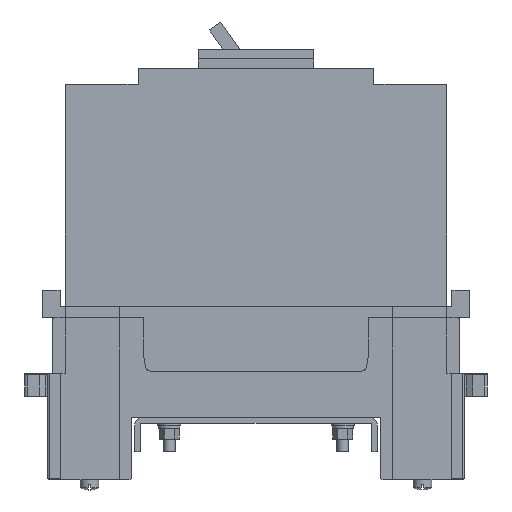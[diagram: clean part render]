
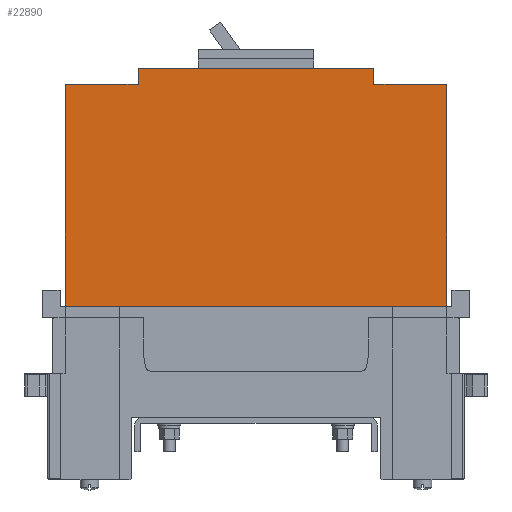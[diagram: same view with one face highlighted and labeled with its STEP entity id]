
A CAD part, left-side view. The second image highlights one B-rep face of the part: STEP entity #22890.
In plain terms, the highlighted planar face has unit normal (-1, 0, 0).
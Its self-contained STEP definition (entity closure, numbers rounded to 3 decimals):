
#22180=CARTESIAN_POINT('',(38.906,430.252,0.));
#22190=DIRECTION('',(1.,-0.,0.));
#22200=DIRECTION('',(0.,0.,-1.));
#22210=AXIS2_PLACEMENT_3D('',#22180,#22190,#22200);
#22220=PLANE('',#22210);
#22230=CARTESIAN_POINT('',(38.906,265.252,0.));
#22240=DIRECTION('',(0.,0.,1.));
#22250=VECTOR('',#22240,1.);
#22260=LINE('',#22230,#22250);
#22270=CARTESIAN_POINT('',(38.906,265.252,
-122.995));
#22280=VERTEX_POINT('',#22270);
#22290=CARTESIAN_POINT('',(38.906,265.252,
-26.995));
#22300=VERTEX_POINT('',#22290);
#22310=EDGE_CURVE('',#22280,#22300,#22260,.T.);
#22320=ORIENTED_EDGE('',*,*,#22310,.T.);
#22330=CARTESIAN_POINT('',(38.906,0.,-122.995));
#22340=DIRECTION('',(0.,-1.,0.));
#22350=VECTOR('',#22340,1.);
#22360=LINE('',#22330,#22350);
#22370=CARTESIAN_POINT('',(38.906,430.252,
-122.995));
#22380=VERTEX_POINT('',#22370);
#22390=EDGE_CURVE('',#22380,#22280,#22360,.T.);
#22400=ORIENTED_EDGE('',*,*,#22390,.T.);
#22410=CARTESIAN_POINT('',(38.906,430.252,0.));
#22420=DIRECTION('',(0.,0.,1.));
#22430=VECTOR('',#22420,1.);
#22440=LINE('',#22410,#22430);
#22450=CARTESIAN_POINT('',(38.906,430.252,
-26.995));
#22460=VERTEX_POINT('',#22450);
#22470=EDGE_CURVE('',#22380,#22460,#22440,.T.);
#22480=ORIENTED_EDGE('',*,*,#22470,.F.);
#22490=CARTESIAN_POINT('',(38.906,0.,-26.995));
#22500=DIRECTION('',(0.,-1.,0.));
#22510=VECTOR('',#22500,1.);
#22520=LINE('',#22490,#22510);
#22530=CARTESIAN_POINT('',(38.906,398.752,
-26.995));
#22540=VERTEX_POINT('',#22530);
#22550=EDGE_CURVE('',#22460,#22540,#22520,.T.);
#22560=ORIENTED_EDGE('',*,*,#22550,.F.);
#22570=CARTESIAN_POINT('',(38.906,398.752,0.));
#22580=DIRECTION('',(0.,0.,-1.));
#22590=VECTOR('',#22580,1.);
#22600=LINE('',#22570,#22590);
#22610=CARTESIAN_POINT('',(38.906,398.752,
-19.995));
#22620=VERTEX_POINT('',#22610);
#22630=EDGE_CURVE('',#22620,#22540,#22600,.T.);
#22640=ORIENTED_EDGE('',*,*,#22630,.T.);
#22650=CARTESIAN_POINT('',(38.906,0.,-19.995));
#22660=DIRECTION('',(0.,-1.,0.));
#22670=VECTOR('',#22660,1.);
#22680=LINE('',#22650,#22670);
#22690=CARTESIAN_POINT('',(38.906,296.752,
-19.995));
#22700=VERTEX_POINT('',#22690);
#22710=EDGE_CURVE('',#22620,#22700,#22680,.T.);
#22720=ORIENTED_EDGE('',*,*,#22710,.F.);
#22730=CARTESIAN_POINT('',(38.906,296.752,0.));
#22740=DIRECTION('',(0.,0.,1.));
#22750=VECTOR('',#22740,1.);
#22760=LINE('',#22730,#22750);
#22770=CARTESIAN_POINT('',(38.906,296.752,
-26.995));
#22780=VERTEX_POINT('',#22770);
#22790=EDGE_CURVE('',#22780,#22700,#22760,.T.);
#22800=ORIENTED_EDGE('',*,*,#22790,.T.);
#22810=CARTESIAN_POINT('',(38.906,695.504,
-26.995));
#22820=DIRECTION('',(0.,1.,0.));
#22830=VECTOR('',#22820,1.);
#22840=LINE('',#22810,#22830);
#22850=EDGE_CURVE('',#22300,#22780,#22840,.T.);
#22860=ORIENTED_EDGE('',*,*,#22850,.T.);
#22870=EDGE_LOOP('',(#22860,#22800,#22720,#22640,#22560,#22480,#22400,
#22320));
#22880=FACE_OUTER_BOUND('',#22870,.T.);
#22890=ADVANCED_FACE('',(#22880),#22220,.F.);
